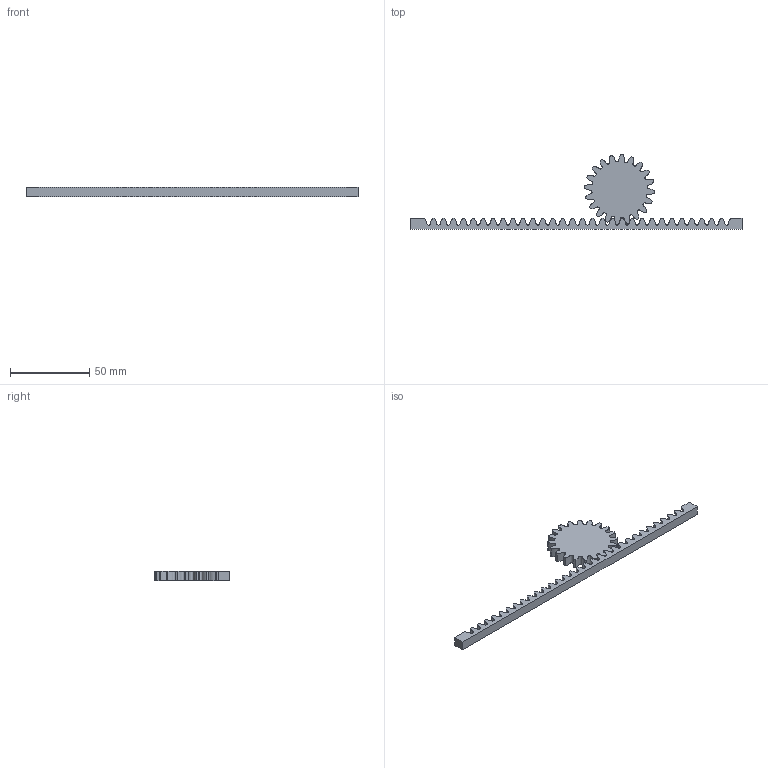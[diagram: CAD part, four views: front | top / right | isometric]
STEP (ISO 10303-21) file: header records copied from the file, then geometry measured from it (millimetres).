
FILE_DESCRIPTION(/* description */ (''),/* implementation_level */ '2;1');
FILE_NAME(/* name */ 'Rack and pinion.stp',/* time_stamp */ '2021-01-11T17:01:59+02:00',/* author */ ('moham'),/* organization */ (''),/* preprocessor_version */ 'ST-DEVELOPER v18',/* originating_system */ 'Autodesk Inventor 2020',/* authorisation */ '');
FILE_SCHEMA (('AUTOMOTIVE_DESIGN { 1 0 10303 214 3 1 1 }'));
Length unit declared in the file: millimetre
Products named in the file (3): Rack and pinion; Pinion; Rack
Assembly tree (2 placements, depth 2):
  Rack and pinion
    Pinion
    Rack
Bounding box: 210 x 47.16 x 6 mm (x, y, z)
Volume: 13795.3 mm3; surface area: 9640 mm2
Topology: 2 solids, 2 shells, 110 faces, 320 edges, 216 vertices
Faces by surface type: bspline 51, plane 39, cylinder 20
Entity records: 14881 total; most frequent: CARTESIAN_POINT 12181, ORIENTED_EDGE 636, DIRECTION 384, EDGE_CURVE 318, VERTEX_POINT 212, LINE 176, VECTOR 176, FACE_OUTER_BOUND 110
